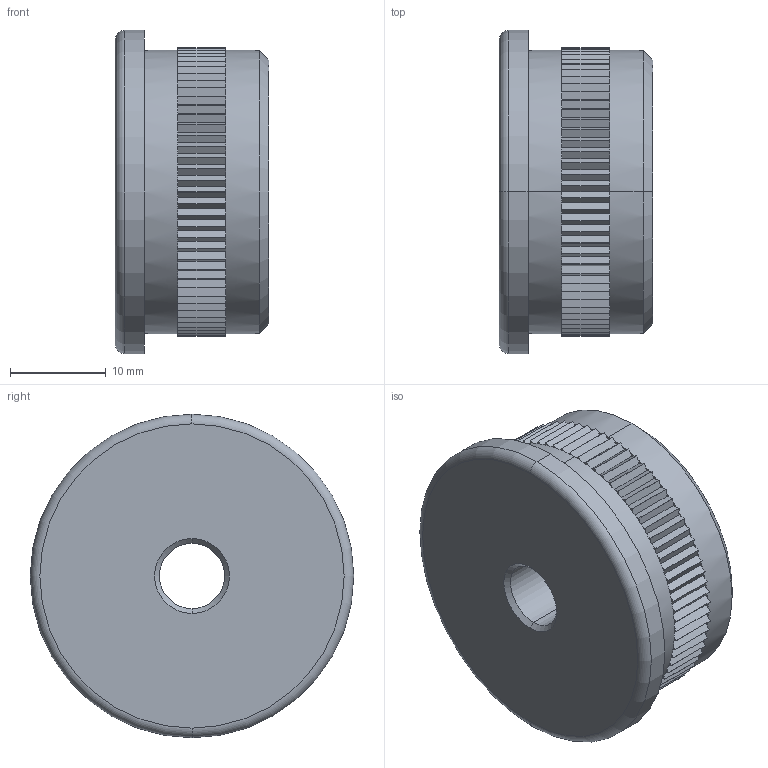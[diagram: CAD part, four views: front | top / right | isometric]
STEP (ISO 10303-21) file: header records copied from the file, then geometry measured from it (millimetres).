
FILE_DESCRIPTION (( 'STEP AP203' ), '1' );
FILE_NAME ('A_5736-233.STEP', '2023-01-09T07:19:57', ( '' ), ( '' ), 'SwSTEP 2.0', 'SolidWorks 2019', '' );
FILE_SCHEMA (( 'CONFIG_CONTROL_DESIGN' ));
Length unit declared in the file: millimetre
Products named in the file (1): A_5736-233
Bounding box: 16 x 33.7 x 33.7 mm (x, y, z)
Volume: 5184 mm3; surface area: 5027.4 mm2
Topology: 1 solids, 1 shells, 590 faces, 1438 edges, 852 vertices
Faces by surface type: plane 488, cylinder 90, cone 6, torus 6
Entity records: 17145 total; most frequent: DIRECTION 3134, CARTESIAN_POINT 2937, ORIENTED_EDGE 2876, EDGE_CURVE 1438, AXIS2_PLACEMENT_3D 1113, VECTOR 908, LINE 908, VERTEX_POINT 852
